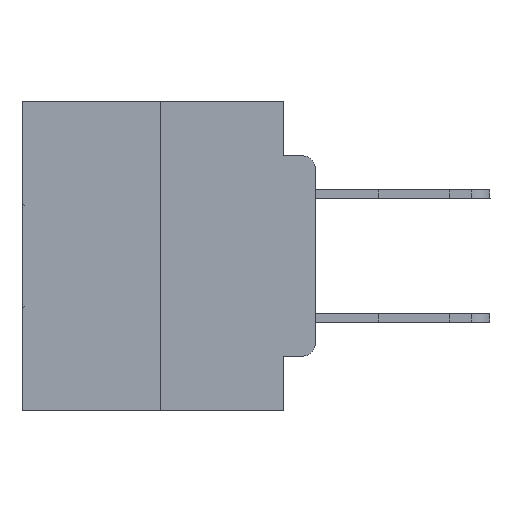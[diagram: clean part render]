
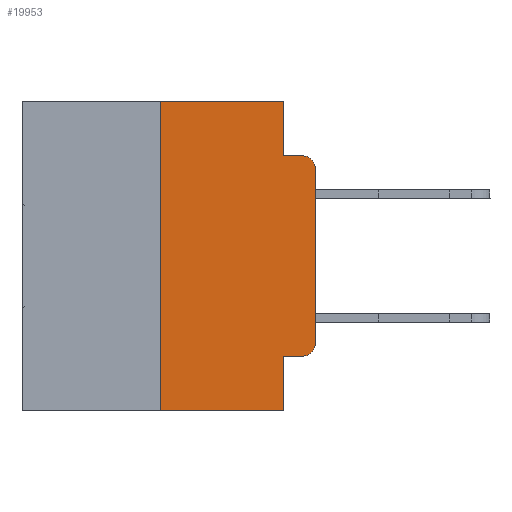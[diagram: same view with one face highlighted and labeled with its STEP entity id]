
A CAD part, left-side view. The second image highlights one B-rep face of the part: STEP entity #19953.
In plain terms, the highlighted planar face has unit normal (-1, 0, 0).
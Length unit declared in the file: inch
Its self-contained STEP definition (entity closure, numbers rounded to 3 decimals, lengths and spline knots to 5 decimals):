
#21 = DIRECTION ( 'NONE',  ( 0., -1., 0. ) ) ;
#237 = VECTOR ( 'NONE', #28293, 39.37008 ) ;
#431 = VERTEX_POINT ( 'NONE', #7156 ) ;
#755 = VERTEX_POINT ( 'NONE', #13673 ) ;
#984 = LINE ( 'NONE', #25979, #237 ) ;
#1508 = ORIENTED_EDGE ( 'NONE', *, *, #28810, .F. ) ;
#2183 = PLANE ( 'NONE',  #4961 ) ;
#2724 = DIRECTION ( 'NONE',  ( 0., -1., 0. ) ) ;
#2819 = CARTESIAN_POINT ( 'NONE',  ( 0., 0.25, 0. ) ) ;
#2986 = EDGE_CURVE ( 'NONE', #21684, #26440, #21379, .T. ) ;
#3153 = VERTEX_POINT ( 'NONE', #17716 ) ;
#3574 = EDGE_LOOP ( 'NONE', ( #18704, #12326, #19188, #1508, #5226, #23644, #18843, #14857, #9565, #4115 ) ) ;
#4115 = ORIENTED_EDGE ( 'NONE', *, *, #26476, .T. ) ;
#4443 = EDGE_CURVE ( 'NONE', #9367, #431, #22059, .T. ) ;
#4524 = CARTESIAN_POINT ( 'NONE',  ( 0., 0.473, 0. ) ) ;
#4799 = CIRCLE ( 'NONE', #16967, 0.02 ) ;
#4961 = AXIS2_PLACEMENT_3D ( 'NONE', #4524, #23023, #9178 ) ;
#5085 = CARTESIAN_POINT ( 'NONE',  ( 0., 0.02, -0.0885 ) ) ;
#5156 = DIRECTION ( 'NONE',  ( 0., 0., 1. ) ) ;
#5226 = ORIENTED_EDGE ( 'NONE', *, *, #8572, .F. ) ;
#5652 = CARTESIAN_POINT ( 'NONE',  ( 0., 0.051, -0.5 ) ) ;
#6623 = EDGE_CURVE ( 'NONE', #14634, #21684, #17060, .T. ) ;
#6990 = LINE ( 'NONE', #9369, #30025 ) ;
#7156 = CARTESIAN_POINT ( 'NONE',  ( 0., 0.02, -0.4115 ) ) ;
#8572 = EDGE_CURVE ( 'NONE', #755, #3153, #6990, .T. ) ;
#8623 = VECTOR ( 'NONE', #21559, 39.37008 ) ;
#8793 = VECTOR ( 'NONE', #15316, 39.37008 ) ;
#9178 = DIRECTION ( 'NONE',  ( 0., 0., -1. ) ) ;
#9367 = VERTEX_POINT ( 'NONE', #19015 ) ;
#9369 = CARTESIAN_POINT ( 'NONE',  ( 0., 0.473, 0. ) ) ;
#9505 = CARTESIAN_POINT ( 'NONE',  ( 0., 0.051, -0.4115 ) ) ;
#9512 = DIRECTION ( 'NONE',  ( 0., 0., 1. ) ) ;
#9565 = ORIENTED_EDGE ( 'NONE', *, *, #4443, .T. ) ;
#9802 = CARTESIAN_POINT ( 'NONE',  ( 0., 0.02, -0.3915 ) ) ;
#10772 = CARTESIAN_POINT ( 'NONE',  ( 0., 0.25, -0.5 ) ) ;
#11738 = CARTESIAN_POINT ( 'NONE',  ( 0., 0., 0. ) ) ;
#12058 = DIRECTION ( 'NONE',  ( 0., 0., -1. ) ) ;
#12267 = VERTEX_POINT ( 'NONE', #10772 ) ;
#12326 = ORIENTED_EDGE ( 'NONE', *, *, #2986, .T. ) ;
#12573 = EDGE_CURVE ( 'NONE', #12267, #755, #18537, .T. ) ;
#13428 = DIRECTION ( 'NONE',  ( 0., -1., 0. ) ) ;
#13673 = CARTESIAN_POINT ( 'NONE',  ( 0., 0.25, 0. ) ) ;
#14634 = VERTEX_POINT ( 'NONE', #25714 ) ;
#14646 = LINE ( 'NONE', #26096, #8623 ) ;
#14857 = ORIENTED_EDGE ( 'NONE', *, *, #25428, .F. ) ;
#15245 = CARTESIAN_POINT ( 'NONE',  ( 0., 0., -0.1085 ) ) ;
#15316 = DIRECTION ( 'NONE',  ( 0., 0., -1. ) ) ;
#16930 = AXIS2_PLACEMENT_3D ( 'NONE', #21656, #22320, #22671 ) ;
#16967 = AXIS2_PLACEMENT_3D ( 'NONE', #9802, #25931, #12058 ) ;
#17060 = LINE ( 'NONE', #11738, #28682 ) ;
#17691 = EDGE_CURVE ( 'NONE', #24259, #26440, #25173, .T. ) ;
#17716 = CARTESIAN_POINT ( 'NONE',  ( 0., 0.051, 0. ) ) ;
#18355 = FACE_OUTER_BOUND ( 'NONE', #3574, .T. ) ;
#18537 = LINE ( 'NONE', #2819, #25480 ) ;
#18704 = ORIENTED_EDGE ( 'NONE', *, *, #6623, .T. ) ;
#18843 = ORIENTED_EDGE ( 'NONE', *, *, #20153, .T. ) ;
#19015 = CARTESIAN_POINT ( 'NONE',  ( 0., 0.051, -0.4115 ) ) ;
#19188 = ORIENTED_EDGE ( 'NONE', *, *, #17691, .F. ) ;
#19953 = ADVANCED_FACE ( 'NONE', ( #18355 ), #2183, .F. ) ;
#20153 = EDGE_CURVE ( 'NONE', #12267, #25312, #984, .T. ) ;
#21379 = CIRCLE ( 'NONE', #16930, 0.02 ) ;
#21559 = DIRECTION ( 'NONE',  ( 0., 0., -1. ) ) ;
#21656 = CARTESIAN_POINT ( 'NONE',  ( 0., 0.02, -0.1085 ) ) ;
#21684 = VERTEX_POINT ( 'NONE', #15245 ) ;
#22059 = LINE ( 'NONE', #9505, #27465 ) ;
#22320 = DIRECTION ( 'NONE',  ( -1., 0., 0. ) ) ;
#22671 = DIRECTION ( 'NONE',  ( 0., 0., -1. ) ) ;
#23023 = DIRECTION ( 'NONE',  ( 1., 0., 0. ) ) ;
#23644 = ORIENTED_EDGE ( 'NONE', *, *, #12573, .F. ) ;
#24259 = VERTEX_POINT ( 'NONE', #28878 ) ;
#24586 = CARTESIAN_POINT ( 'NONE',  ( 0., 0.051, 0. ) ) ;
#25173 = LINE ( 'NONE', #27314, #25889 ) ;
#25312 = VERTEX_POINT ( 'NONE', #5652 ) ;
#25428 = EDGE_CURVE ( 'NONE', #9367, #25312, #27180, .T. ) ;
#25480 = VECTOR ( 'NONE', #5156, 39.37008 ) ;
#25714 = CARTESIAN_POINT ( 'NONE',  ( 0., 0., -0.3915 ) ) ;
#25889 = VECTOR ( 'NONE', #13428, 39.37008 ) ;
#25931 = DIRECTION ( 'NONE',  ( -1., 0., 0. ) ) ;
#25979 = CARTESIAN_POINT ( 'NONE',  ( 0., 0.473, -0.5 ) ) ;
#26096 = CARTESIAN_POINT ( 'NONE',  ( 0., 0.051, 0. ) ) ;
#26440 = VERTEX_POINT ( 'NONE', #5085 ) ;
#26476 = EDGE_CURVE ( 'NONE', #431, #14634, #4799, .T. ) ;
#27180 = LINE ( 'NONE', #24586, #8793 ) ;
#27314 = CARTESIAN_POINT ( 'NONE',  ( 0., 0.051, -0.0885 ) ) ;
#27465 = VECTOR ( 'NONE', #2724, 39.37008 ) ;
#28293 = DIRECTION ( 'NONE',  ( 0., -1., 0. ) ) ;
#28682 = VECTOR ( 'NONE', #9512, 39.37008 ) ;
#28810 = EDGE_CURVE ( 'NONE', #3153, #24259, #14646, .T. ) ;
#28878 = CARTESIAN_POINT ( 'NONE',  ( 0., 0.051, -0.0885 ) ) ;
#30025 = VECTOR ( 'NONE', #21, 39.37008 ) ;
